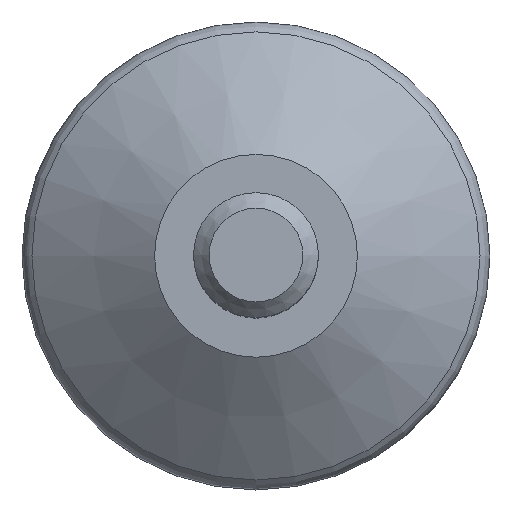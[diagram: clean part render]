
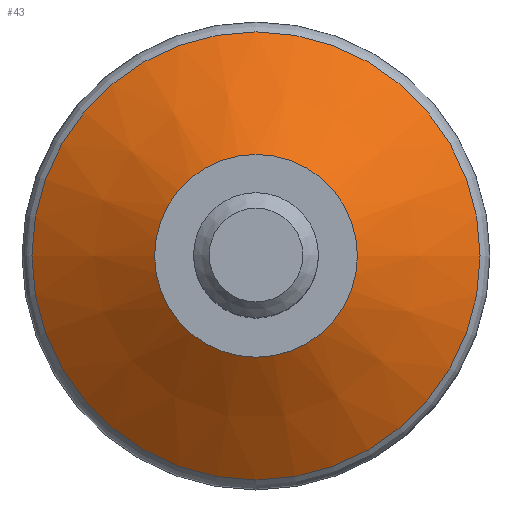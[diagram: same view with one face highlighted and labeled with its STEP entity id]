
A CAD part, top view. The second image highlights one B-rep face of the part: STEP entity #43.
In plain terms, the highlighted conical face has half-angle 54.782 degrees and reference radius 15 mm.
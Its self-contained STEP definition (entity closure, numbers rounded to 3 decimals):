
#43 = ADVANCED_FACE( '', ( #86, #87 ), #88, .T. );
#86 = FACE_OUTER_BOUND( '', #127, .T. );
#87 = FACE_BOUND( '', #128, .T. );
#88 = CONICAL_SURFACE( '', #129, 15., 0.956 );
#127 = EDGE_LOOP( '', ( #172 ) );
#128 = EDGE_LOOP( '', ( #173 ) );
#129 = AXIS2_PLACEMENT_3D( '', #174, #175, #176 );
#172 = ORIENTED_EDGE( '', *, *, #202, .T. );
#173 = ORIENTED_EDGE( '', *, *, #206, .F. );
#174 = CARTESIAN_POINT( '', ( 0., 0., 6. ) );
#175 = DIRECTION( '', ( 0., 0., -1. ) );
#176 = DIRECTION( '', ( -1., 0., 0. ) );
#202 = EDGE_CURVE( '', #223, #223, #224, .T. );
#206 = EDGE_CURVE( '', #229, #229, #230, .T. );
#223 = VERTEX_POINT( '', #248 );
#224 = CIRCLE( '', #249, 14.365 );
#229 = VERTEX_POINT( '', #254 );
#230 = CIRCLE( '', #255, 6.5 );
#248 = CARTESIAN_POINT( '', ( 14.365, 0., 6.448 ) );
#249 = AXIS2_PLACEMENT_3D( '', #274, #275, #276 );
#254 = CARTESIAN_POINT( '', ( 6.5, 0., 12. ) );
#255 = AXIS2_PLACEMENT_3D( '', #280, #281, #282 );
#274 = CARTESIAN_POINT( '', ( 0., 0., 6.448 ) );
#275 = DIRECTION( '', ( 0., 0., 1. ) );
#276 = DIRECTION( '', ( 1., 0., 0. ) );
#280 = CARTESIAN_POINT( '', ( 0., 0., 12. ) );
#281 = DIRECTION( '', ( 0., 0., 1. ) );
#282 = DIRECTION( '', ( 1., 0., 0. ) );
